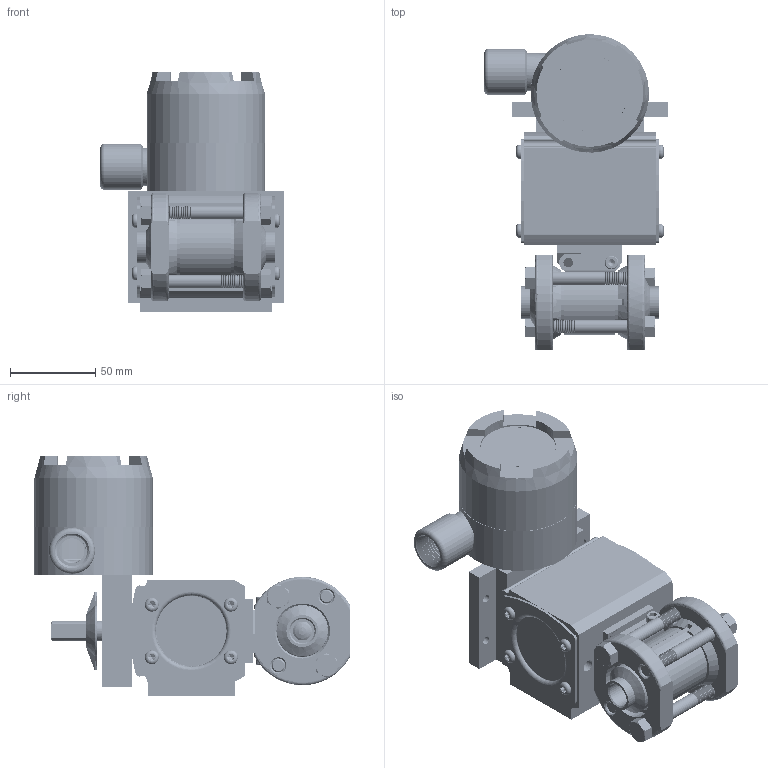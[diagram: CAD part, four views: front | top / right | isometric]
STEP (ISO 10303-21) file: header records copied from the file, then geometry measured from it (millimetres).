
FILE_DESCRIPTION (( 'STEP AP203' ), '1' );
FILE_NAME ('24XXSWFA512DLS.step', '2018-09-04T19:08:58', ( '' ), ( '' ), 'SwSTEP 2.0', 'SolidWorks 2018', '' );
FILE_SCHEMA (( 'CONFIG_CONTROL_DESIGN' ));
Products named in the file (1): 24XXSWFA512DLS
Bounding box: 107.71 x 184.85 x 140.21 mm (x, y, z)
Volume: 573473.5 mm3; surface area: 219391.7 mm2
Topology: 38 solids, 38 shells, 3576 faces, 9738 edges, 6271 vertices
Faces by surface type: cylinder 1694, cone 1092, plane 565, torus 119, bspline 104, sphere 2
Entity records: 155490 total; most frequent: CARTESIAN_POINT 68430, ORIENTED_EDGE 19212, DIRECTION 17920, EDGE_CURVE 9606, AXIS2_PLACEMENT_3D 7195, VERTEX_POINT 6267, EDGE_LOOP 3867, CIRCLE 3722
